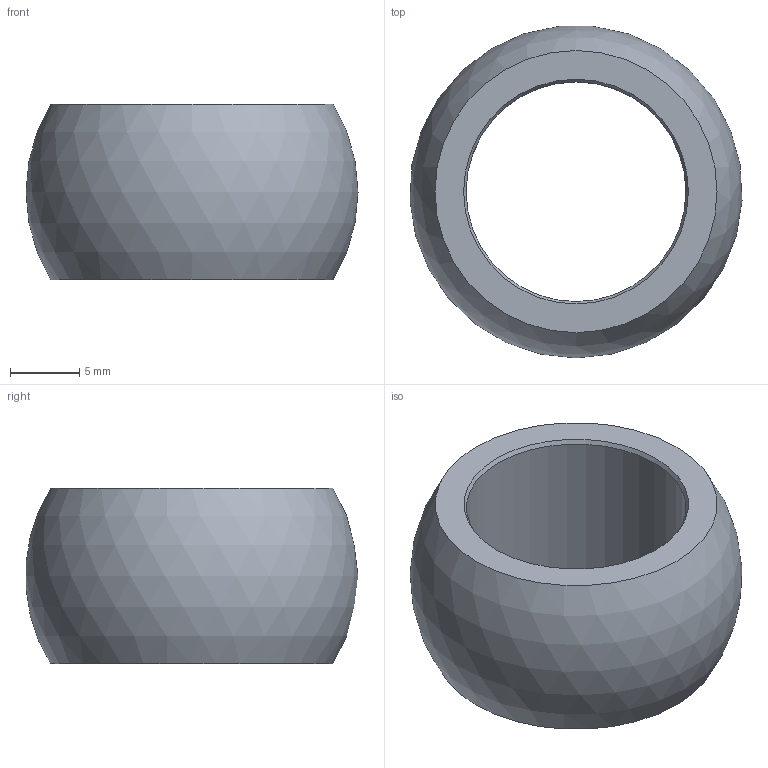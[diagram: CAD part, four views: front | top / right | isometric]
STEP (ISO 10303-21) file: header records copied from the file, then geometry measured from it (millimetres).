
FILE_DESCRIPTION(/* description */ ('igubal Rod End Bearing Spherical Bearing'),/* implementation_level */ '2;1');
FILE_NAME(/* name */ 'EBRI-10R_Spherical Bearing.ipt.stp',/* time_stamp */ '2016-01-07T16:43:25-08:00',/* author */ ('Autodesk, Inc.'),/* organization */ ('Autodesk, Inc.'),/* preprocessor_version */ 'ST-DEVELOPER v16.1',/* originating_system */ 'Autodesk Inventor 2016',/* authorisation */ '');
FILE_SCHEMA (('AUTOMOTIVE_DESIGN { 1 0 10303 214 3 1 1 }'));
Length unit declared in the file: inch
Products named in the file (1): EBRI-10R_Spherical Bearing
Bounding box: 23.97 x 23.97 x 12.7 mm (x, y, z)
Volume: 2695.4 mm3; surface area: 1840.5 mm2
Topology: 1 solids, 1 shells, 5 faces, 9 edges, 6 vertices
Faces by surface type: plane 2, cone 1, cylinder 1, sphere 1
Full cylindrical faces by diameter (mm): 15.875 x1
Entity records: 134 total; most frequent: DIRECTION 22, CARTESIAN_POINT 16, AXIS2_PLACEMENT_3D 11, EDGE_LOOP 10, ORIENTED_EDGE 10, FACE_BOUND 5, FACE_OUTER_BOUND 5, CIRCLE 5
